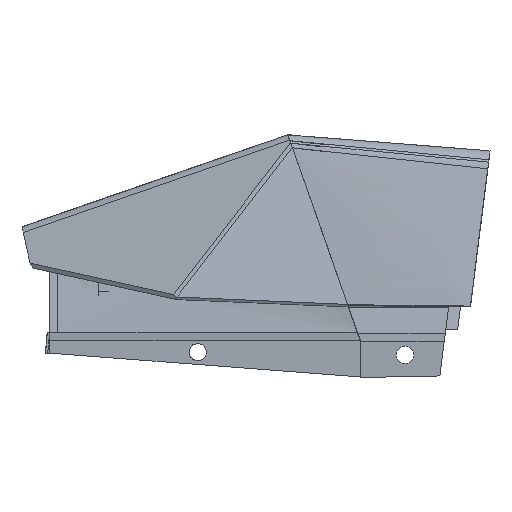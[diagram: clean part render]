
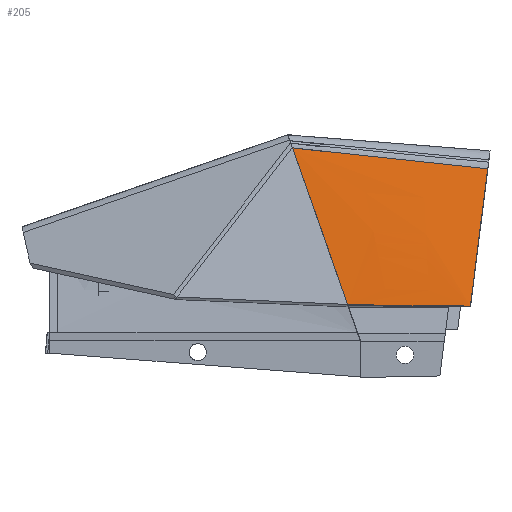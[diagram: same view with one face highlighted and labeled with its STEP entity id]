
A CAD part, left-side view. The second image highlights one B-rep face of the part: STEP entity #205.
In plain terms, the highlighted free-form (B-spline) face has degree [3, 3] with [16, 4] control points.
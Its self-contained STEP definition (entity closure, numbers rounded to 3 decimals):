
#24=B_SPLINE_SURFACE_WITH_KNOTS('',3,3,((#8981,#8982,#8983,#8984),(#8985,
#8986,#8987,#8988),(#8989,#8990,#8991,#8992),(#8993,#8994,#8995,#8996),
(#8997,#8998,#8999,#9000),(#9001,#9002,#9003,#9004),(#9005,#9006,#9007,
#9008),(#9009,#9010,#9011,#9012),(#9013,#9014,#9015,#9016),(#9017,#9018,
#9019,#9020),(#9021,#9022,#9023,#9024),(#9025,#9026,#9027,#9028),(#9029,
#9030,#9031,#9032),(#9033,#9034,#9035,#9036),(#9037,#9038,#9039,#9040),
(#9041,#9042,#9043,#9044)),.UNSPECIFIED.,.F.,.F.,.F.,(4,1,1,3,1,3,1,1,1,
4),(4,4),(0.,10.447,20.925,21.418,23.848,
24.329,28.268,32.685,37.103,41.523),
(0.,49.742),.UNSPECIFIED.);
#205=ADVANCED_FACE('',(#630),#24,.T.);
#630=FACE_OUTER_BOUND('',#1046,.T.);
#1046=EDGE_LOOP('',(#1681,#1682,#1683,#1684));
#1681=ORIENTED_EDGE('',*,*,#3292,.F.);
#1682=ORIENTED_EDGE('',*,*,#3291,.F.);
#1683=ORIENTED_EDGE('',*,*,#3293,.F.);
#1684=ORIENTED_EDGE('',*,*,#3309,.F.);
#3291=EDGE_CURVE('',#4118,#4119,#5590,.T.);
#3292=EDGE_CURVE('',#4119,#4131,#5591,.T.);
#3293=EDGE_CURVE('',#4120,#4118,#5592,.T.);
#3309=EDGE_CURVE('',#4131,#4120,#5608,.T.);
#4118=VERTEX_POINT('',#11834);
#4119=VERTEX_POINT('',#11835);
#4120=VERTEX_POINT('',#11836);
#4131=VERTEX_POINT('',#11847);
#5590=B_SPLINE_CURVE_WITH_KNOTS('',3,(#11892,#11893,#11894,#11895),
 .UNSPECIFIED.,.F.,.F.,(4,4),(-49.742,0.),.UNSPECIFIED.);
#5591=B_SPLINE_CURVE_WITH_KNOTS('',3,(#11896,#11897,#11898,#11899,#11900,
#11901,#11902,#11903,#11904,#11905,#11906,#11907,#11908,#11909,#11910,#11911),
 .UNSPECIFIED.,.F.,.F.,(4,1,1,1,3,1,3,1,1,4),(-165.191,-160.899,
-156.609,-152.319,-148.495,-148.028,
-145.668,-145.19,-135.015,-124.871),
 .UNSPECIFIED.);
#5592=B_SPLINE_CURVE_WITH_KNOTS('',3,(#11912,#11913,#11914,#11915,#11916,
#11917,#11918,#11919,#11920,#11921,#11922,#11923,#11924,#11925,#11926,#11927),
 .UNSPECIFIED.,.F.,.F.,(4,1,1,3,1,3,1,1,1,4),(124.871,135.015,
145.19,145.668,148.028,148.495,152.319,
156.609,160.899,165.191),.UNSPECIFIED.);
#5608=B_SPLINE_CURVE_WITH_KNOTS('',3,(#12092,#12093,#12094,#12095),
 .UNSPECIFIED.,.F.,.F.,(4,4),(0.,49.742),.UNSPECIFIED.);
#8981=CARTESIAN_POINT('',(-78.201,-59.483,47.298));
#8982=CARTESIAN_POINT('',(-78.85,-75.438,45.588));
#8983=CARTESIAN_POINT('',(-79.499,-91.394,43.878));
#8984=CARTESIAN_POINT('',(-80.148,-107.349,42.167));
#8985=CARTESIAN_POINT('',(-78.873,-60.617,44.075));
#8986=CARTESIAN_POINT('',(-79.533,-76.076,42.503));
#8987=CARTESIAN_POINT('',(-80.192,-91.535,40.932));
#8988=CARTESIAN_POINT('',(-80.852,-106.993,39.361));
#8989=CARTESIAN_POINT('',(-80.205,-62.889,37.616));
#8990=CARTESIAN_POINT('',(-80.88,-77.353,36.321));
#8991=CARTESIAN_POINT('',(-81.556,-91.817,35.026));
#8992=CARTESIAN_POINT('',(-82.231,-106.281,33.732));
#8993=CARTESIAN_POINT('',(-81.538,-65.216,30.999));
#8994=CARTESIAN_POINT('',(-82.219,-78.661,29.985));
#8995=CARTESIAN_POINT('',(-82.899,-92.105,28.97));
#8996=CARTESIAN_POINT('',(-83.58,-105.549,27.955));
#8997=CARTESIAN_POINT('',(-82.212,-66.409,27.609));
#8998=CARTESIAN_POINT('',(-82.893,-79.331,26.737));
#8999=CARTESIAN_POINT('',(-83.573,-92.252,25.865));
#9000=CARTESIAN_POINT('',(-84.254,-105.174,24.993));
#9001=CARTESIAN_POINT('',(-82.242,-66.462,27.456));
#9002=CARTESIAN_POINT('',(-82.923,-79.361,26.591));
#9003=CARTESIAN_POINT('',(-83.604,-92.259,25.725));
#9004=CARTESIAN_POINT('',(-84.284,-105.157,24.86));
#9005=CARTESIAN_POINT('',(-82.392,-66.727,26.705));
#9006=CARTESIAN_POINT('',(-83.072,-79.509,25.871));
#9007=CARTESIAN_POINT('',(-83.753,-92.292,25.037));
#9008=CARTESIAN_POINT('',(-84.433,-105.074,24.203));
#9009=CARTESIAN_POINT('',(-82.57,-67.043,25.805));
#9010=CARTESIAN_POINT('',(-83.25,-79.687,25.009));
#9011=CARTESIAN_POINT('',(-83.93,-92.331,24.213));
#9012=CARTESIAN_POINT('',(-84.611,-104.975,23.417));
#9013=CARTESIAN_POINT('',(-82.747,-67.36,24.905));
#9014=CARTESIAN_POINT('',(-83.427,-79.865,24.147));
#9015=CARTESIAN_POINT('',(-84.107,-92.37,23.389));
#9016=CARTESIAN_POINT('',(-84.787,-104.875,22.63));
#9017=CARTESIAN_POINT('',(-82.777,-67.412,24.757));
#9018=CARTESIAN_POINT('',(-83.457,-79.894,24.004));
#9019=CARTESIAN_POINT('',(-84.136,-92.376,23.252));
#9020=CARTESIAN_POINT('',(-84.816,-104.859,22.5));
#9021=CARTESIAN_POINT('',(-83.017,-67.84,23.539));
#9022=CARTESIAN_POINT('',(-83.696,-80.135,22.838));
#9023=CARTESIAN_POINT('',(-84.375,-92.429,22.137));
#9024=CARTESIAN_POINT('',(-85.055,-104.724,21.436));
#9025=CARTESIAN_POINT('',(-83.523,-68.749,20.955));
#9026=CARTESIAN_POINT('',(-84.201,-80.645,20.362));
#9027=CARTESIAN_POINT('',(-84.878,-92.542,19.77));
#9028=CARTESIAN_POINT('',(-85.556,-104.438,19.177));
#9029=CARTESIAN_POINT('',(-84.29,-70.139,17.004));
#9030=CARTESIAN_POINT('',(-84.962,-81.426,16.576));
#9031=CARTESIAN_POINT('',(-85.634,-92.713,16.148));
#9032=CARTESIAN_POINT('',(-86.306,-104.,15.72));
#9033=CARTESIAN_POINT('',(-85.075,-71.581,12.902));
#9034=CARTESIAN_POINT('',(-85.739,-82.236,12.645));
#9035=CARTESIAN_POINT('',(-86.403,-92.891,12.387));
#9036=CARTESIAN_POINT('',(-87.067,-103.546,12.129));
#9037=CARTESIAN_POINT('',(-85.592,-72.544,10.167));
#9038=CARTESIAN_POINT('',(-86.249,-82.777,10.022));
#9039=CARTESIAN_POINT('',(-86.906,-93.009,9.877));
#9040=CARTESIAN_POINT('',(-87.563,-103.242,9.732));
#9041=CARTESIAN_POINT('',(-85.848,-73.025,8.798));
#9042=CARTESIAN_POINT('',(-86.502,-83.047,8.71));
#9043=CARTESIAN_POINT('',(-87.155,-93.069,8.621));
#9044=CARTESIAN_POINT('',(-87.808,-103.091,8.533));
#11834=CARTESIAN_POINT('',(-87.808,-103.091,8.533));
#11835=CARTESIAN_POINT('',(-85.848,-73.025,8.798));
#11836=CARTESIAN_POINT('',(-80.148,-107.349,42.167));
#11847=CARTESIAN_POINT('',(-78.201,-59.483,47.298));
#11892=CARTESIAN_POINT('',(-87.808,-103.091,8.533));
#11893=CARTESIAN_POINT('',(-87.155,-93.069,8.621));
#11894=CARTESIAN_POINT('',(-86.502,-83.047,8.71));
#11895=CARTESIAN_POINT('',(-85.848,-73.025,8.798));
#11896=CARTESIAN_POINT('',(-85.848,-73.025,8.798));
#11897=CARTESIAN_POINT('',(-85.592,-72.544,10.167));
#11898=CARTESIAN_POINT('',(-85.075,-71.581,12.902));
#11899=CARTESIAN_POINT('',(-84.29,-70.139,17.004));
#11900=CARTESIAN_POINT('',(-83.523,-68.749,20.955));
#11901=CARTESIAN_POINT('',(-83.017,-67.84,23.539));
#11902=CARTESIAN_POINT('',(-82.777,-67.412,24.757));
#11903=CARTESIAN_POINT('',(-82.747,-67.36,24.905));
#11904=CARTESIAN_POINT('',(-82.57,-67.043,25.805));
#11905=CARTESIAN_POINT('',(-82.392,-66.727,26.705));
#11906=CARTESIAN_POINT('',(-82.242,-66.462,27.456));
#11907=CARTESIAN_POINT('',(-82.212,-66.409,27.609));
#11908=CARTESIAN_POINT('',(-81.538,-65.216,30.999));
#11909=CARTESIAN_POINT('',(-80.205,-62.889,37.616));
#11910=CARTESIAN_POINT('',(-78.873,-60.617,44.075));
#11911=CARTESIAN_POINT('',(-78.201,-59.483,47.298));
#11912=CARTESIAN_POINT('',(-80.148,-107.349,42.167));
#11913=CARTESIAN_POINT('',(-80.852,-106.993,39.361));
#11914=CARTESIAN_POINT('',(-82.231,-106.281,33.732));
#11915=CARTESIAN_POINT('',(-83.58,-105.549,27.955));
#11916=CARTESIAN_POINT('',(-84.254,-105.174,24.993));
#11917=CARTESIAN_POINT('',(-84.284,-105.157,24.86));
#11918=CARTESIAN_POINT('',(-84.433,-105.074,24.203));
#11919=CARTESIAN_POINT('',(-84.611,-104.975,23.417));
#11920=CARTESIAN_POINT('',(-84.787,-104.875,22.63));
#11921=CARTESIAN_POINT('',(-84.816,-104.859,22.5));
#11922=CARTESIAN_POINT('',(-85.055,-104.724,21.436));
#11923=CARTESIAN_POINT('',(-85.556,-104.438,19.177));
#11924=CARTESIAN_POINT('',(-86.306,-104.,15.72));
#11925=CARTESIAN_POINT('',(-87.067,-103.546,12.129));
#11926=CARTESIAN_POINT('',(-87.563,-103.242,9.732));
#11927=CARTESIAN_POINT('',(-87.808,-103.091,8.533));
#12092=CARTESIAN_POINT('',(-78.201,-59.483,47.298));
#12093=CARTESIAN_POINT('',(-78.85,-75.438,45.588));
#12094=CARTESIAN_POINT('',(-79.499,-91.394,43.878));
#12095=CARTESIAN_POINT('',(-80.148,-107.349,42.167));
